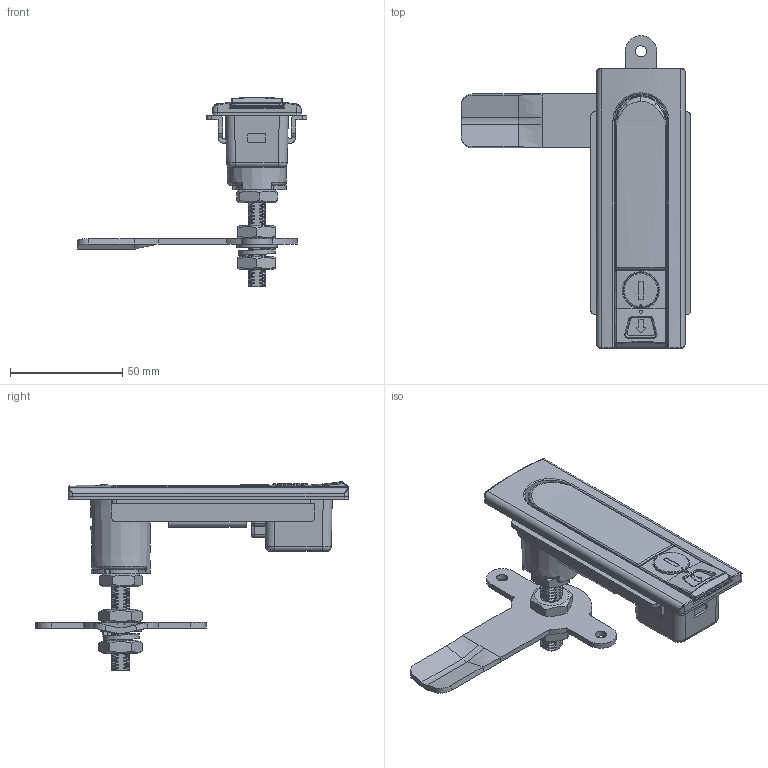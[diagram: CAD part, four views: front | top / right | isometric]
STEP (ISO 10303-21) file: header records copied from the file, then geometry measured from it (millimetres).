
FILE_DESCRIPTION(/* description */ (''),/* implementation_level */ '2;1');
FILE_NAME(/* name */ 'MF-313.stp',/* time_stamp */ '2025-11-18T20:10:30+09:00',/* author */ ('user'),/* organization */ (''),/* preprocessor_version */ 'ST-DEVELOPER v15.6',/* originating_system */ 'Autodesk Inventor 2015',/* authorisation */ '');
FILE_SCHEMA (('AUTOMOTIVE_DESIGN { 1 0 10303 214 3 1 1 }'));
Length unit declared in the file: millimetre
Products named in the file (15): MF-313-본체; MF-313-날개; MF-313-방향캠; MF-313-브라켓; MF-313-캠; MF-313-캠샤프트; MF-313-클립; MF-313-키커버; MF-313-키코어; MF-313-패킹; MF-313-핸들; 너트; 스프링와샤; 와샤; MF-313
Bounding box: 102.25 x 139.35 x 84.17 mm (x, y, z)
Volume: 66989.7 mm3; surface area: 65190.3 mm2
Topology: 16 solids, 21 shells, 1781 faces, 4786 edges, 3009 vertices
Faces by surface type: cylinder 743, bspline 565, plane 330, torus 68, sphere 56, cone 19
Full cylindrical faces by diameter (mm): 0.8 x1, 1.5 x1, 2.2 x1, 3 x4, 3.2 x2, 3.3 x1, 4.4 x2, 5 x2, 5.9 x1, 10.4 x1, 12.3 x1, 14.4 x1, 14.5 x1, 15.5 x1, 15.8 x2, 16 x1, 16.3 x1, 17.9 x1, 18 x1, 22.1 x1
Entity records: 75537 total; most frequent: CARTESIAN_POINT 36684, ORIENTED_EDGE 9140, DIRECTION 6238, EDGE_CURVE 4569, VERTEX_POINT 2924, AXIS2_PLACEMENT_3D 2233, EDGE_LOOP 1858, LINE 1772
